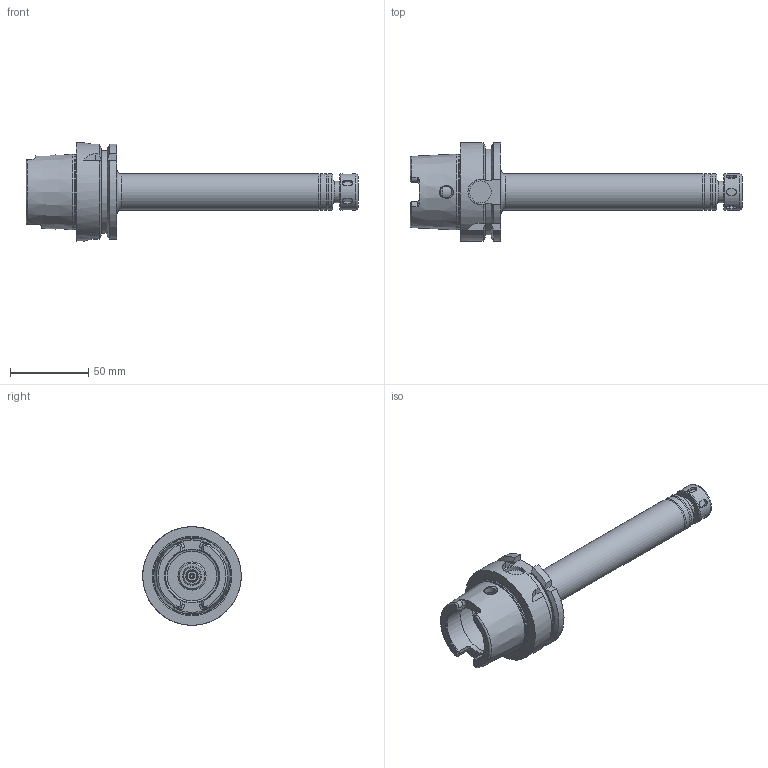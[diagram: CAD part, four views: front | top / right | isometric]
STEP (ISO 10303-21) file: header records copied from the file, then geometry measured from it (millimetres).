
FILE_DESCRIPTION((''),'2;1');
FILE_NAME('536075107180-3D.stp','2020-01-07T18:55:32',('nttooll'),(''),'Autodesk Inventor 2012','Autodesk Inventor 2012','');
FILE_SCHEMA(('AUTOMOTIVE_DESIGN { 1 0 10303 214 1 1 1 1 }'));
Length unit declared in the file: millimetre
Products named in the file (1): 536075107180-3D
Bounding box: 212 x 63 x 63 mm (x, y, z)
Volume: 140163 mm3; surface area: 39580 mm2
Topology: 1 solids, 1 shells, 204 faces, 474 edges, 301 vertices
Faces by surface type: plane 86, cylinder 65, cone 32, torus 21
Full cylindrical faces by diameter (mm): 1.7 x1, 3 x1, 3.5 x1, 5.745 x1, 7 x2, 7.3 x1, 7.5 x2, 8 x3, 8.5 x1, 8.79 x1, 9.7 x1, 11.3 x1, 12 x1, 12.1 x1, 14 x3, 17 x1, 18 x1, 23 x4, 34 x1, 34.5 x1, 40 x1, 48 x1, 63 x1
Entity records: 5942 total; most frequent: CARTESIAN_POINT 1573, DIRECTION 914, ORIENTED_EDGE 806, EDGE_CURVE 403, AXIS2_PLACEMENT_3D 380, EDGE_LOOP 298, VERTEX_POINT 291, FACE_OUTER_BOUND 204
